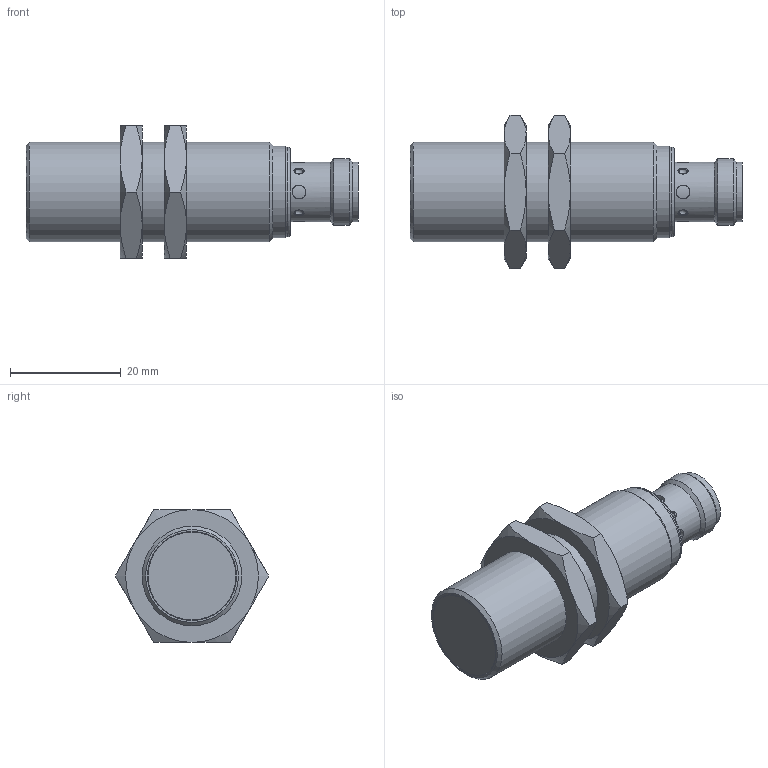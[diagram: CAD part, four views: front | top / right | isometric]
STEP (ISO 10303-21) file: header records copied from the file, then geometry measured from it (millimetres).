
FILE_DESCRIPTION (( 'STEP AP214' ), '1' );
FILE_NAME ('GG855S.STEP', '2025-02-21T11:38:16', ( '' ), ( '' ), 'SwSTEP 2.0', 'SolidWorks 2024', '' );
FILE_SCHEMA (( 'AUTOMOTIVE_DESIGN' ));
Length unit declared in the file: millimetre
Products named in the file (1): GG855S
Bounding box: 60 x 27.71 x 24 mm (x, y, z)
Volume: 14809.5 mm3; surface area: 5957.6 mm2
Topology: 3 solids, 3 shells, 94 faces, 191 edges, 117 vertices
Faces by surface type: cone 34, plane 28, cylinder 20, torus 8, sphere 4
Full cylindrical faces by diameter (mm): 2.5 x4, 8.3 x1, 10.8 x2, 12 x1, 16 x1, 16.1 x1, 16.2 x1, 16.6 x1, 16.917 x2, 18 x1
Entity records: 3543 total; most frequent: CARTESIAN_POINT 1770, DIRECTION 342, ORIENTED_EDGE 304, AXIS2_PLACEMENT_3D 161, EDGE_CURVE 152, EDGE_LOOP 145, FACE_OUTER_BOUND 116, VERTEX_POINT 111
